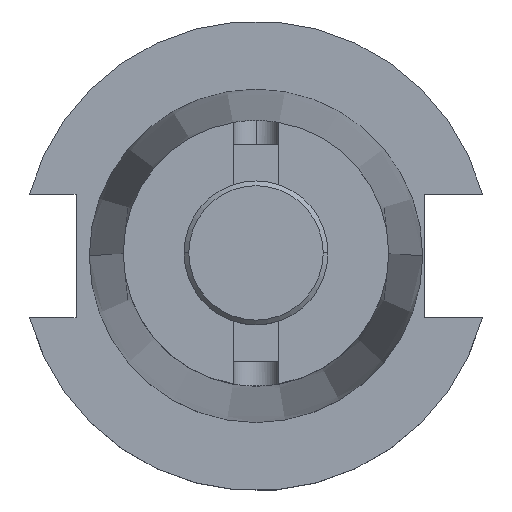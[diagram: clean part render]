
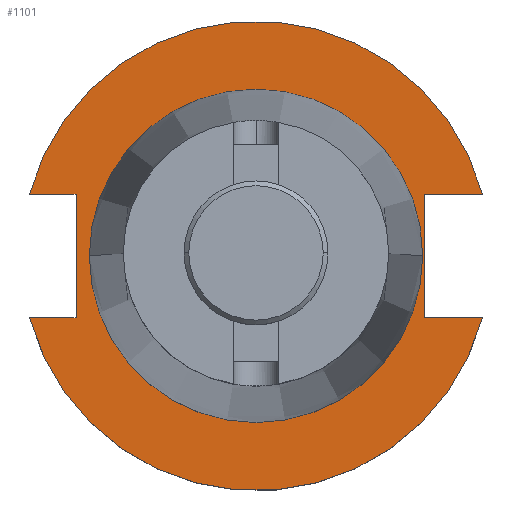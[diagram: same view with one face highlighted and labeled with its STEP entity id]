
A CAD part, top view. The second image highlights one B-rep face of the part: STEP entity #1101.
In plain terms, the highlighted planar face has unit normal (0, 0, 1).
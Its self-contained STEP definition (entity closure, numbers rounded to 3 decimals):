
#43 = VECTOR ( 'NONE', #2308, 1000. ) ;
#44 = EDGE_CURVE ( 'NONE', #1090, #420, #88, .T. ) ;
#75 = EDGE_CURVE ( 'NONE', #964, #2025, #1997, .T. ) ;
#88 = LINE ( 'NONE', #1288, #43 ) ;
#108 = EDGE_CURVE ( 'NONE', #496, #658, #432, .T. ) ;
#126 = CARTESIAN_POINT ( 'NONE',  ( 35.306, 12.954, 19.05 ) ) ;
#140 = VECTOR ( 'NONE', #216, 1000. ) ;
#216 = DIRECTION ( 'NONE',  ( 0., 1., 0. ) ) ;
#264 = LINE ( 'NONE', #792, #708 ) ;
#292 = CARTESIAN_POINT ( 'NONE',  ( 0., 0., 19.05 ) ) ;
#407 = CARTESIAN_POINT ( 'NONE',  ( -47.477, -12.954, 19.05 ) ) ;
#420 = VERTEX_POINT ( 'NONE', #727 ) ;
#432 = CIRCLE ( 'NONE', #1576, 49.212 ) ;
#454 = AXIS2_PLACEMENT_3D ( 'NONE', #788, #2115, #967 ) ;
#455 = ORIENTED_EDGE ( 'NONE', *, *, #75, .F. ) ;
#474 = VECTOR ( 'NONE', #1135, 1000. ) ;
#482 = DIRECTION ( 'NONE',  ( 1., 0., 0. ) ) ;
#496 = VERTEX_POINT ( 'NONE', #407 ) ;
#516 = VECTOR ( 'NONE', #1020, 1000. ) ;
#528 = CARTESIAN_POINT ( 'NONE',  ( 47.477, -12.954, 19.05 ) ) ;
#624 = DIRECTION ( 'NONE',  ( 0., 0., 1. ) ) ;
#658 = VERTEX_POINT ( 'NONE', #528 ) ;
#697 = VERTEX_POINT ( 'NONE', #735 ) ;
#708 = VECTOR ( 'NONE', #972, 1000. ) ;
#727 = CARTESIAN_POINT ( 'NONE',  ( -47.477, 12.954, 19.05 ) ) ;
#735 = CARTESIAN_POINT ( 'NONE',  ( 34.925, 0., 19.05 ) ) ;
#765 = CARTESIAN_POINT ( 'NONE',  ( 35.306, 12.954, 19.05 ) ) ;
#770 = DIRECTION ( 'NONE',  ( 1., 0., 0. ) ) ;
#788 = CARTESIAN_POINT ( 'NONE',  ( 0., 0., 19.05 ) ) ;
#792 = CARTESIAN_POINT ( 'NONE',  ( 35.306, 12.954, 19.05 ) ) ;
#810 = ORIENTED_EDGE ( 'NONE', *, *, #1996, .F. ) ;
#826 = EDGE_CURVE ( 'NONE', #2025, #1648, #264, .T. ) ;
#832 = ORIENTED_EDGE ( 'NONE', *, *, #1359, .T. ) ;
#844 = EDGE_CURVE ( 'NONE', #1156, #1090, #1163, .T. ) ;
#852 = FACE_BOUND ( 'NONE', #1579, .T. ) ;
#903 = EDGE_CURVE ( 'NONE', #697, #2135, #2048, .T. ) ;
#964 = VERTEX_POINT ( 'NONE', #2023 ) ;
#967 = DIRECTION ( 'NONE',  ( 1., 0., 0. ) ) ;
#972 = DIRECTION ( 'NONE',  ( 0., -1., 0. ) ) ;
#1003 = ORIENTED_EDGE ( 'NONE', *, *, #108, .T. ) ;
#1020 = DIRECTION ( 'NONE',  ( 1., 0., 0. ) ) ;
#1076 = CARTESIAN_POINT ( 'NONE',  ( 0., 0., 19.05 ) ) ;
#1090 = VERTEX_POINT ( 'NONE', #2049 ) ;
#1101 = ADVANCED_FACE ( 'NONE', ( #852, #1774 ), #2065, .T. ) ;
#1106 = CARTESIAN_POINT ( 'NONE',  ( 0., 49.212, 19.05 ) ) ;
#1117 = DIRECTION ( 'NONE',  ( 0., 0., 1. ) ) ;
#1135 = DIRECTION ( 'NONE',  ( -1., 0., 0. ) ) ;
#1156 = VERTEX_POINT ( 'NONE', #1903 ) ;
#1162 = CIRCLE ( 'NONE', #2128, 49.212 ) ;
#1163 = LINE ( 'NONE', #2302, #140 ) ;
#1187 = EDGE_CURVE ( 'NONE', #2135, #697, #1967, .T. ) ;
#1234 = LINE ( 'NONE', #2214, #2187 ) ;
#1258 = DIRECTION ( 'NONE',  ( 1., 0., 0. ) ) ;
#1288 = CARTESIAN_POINT ( 'NONE',  ( -63.719, 12.954, 19.05 ) ) ;
#1359 = EDGE_CURVE ( 'NONE', #964, #420, #1162, .T. ) ;
#1472 = LINE ( 'NONE', #2351, #516 ) ;
#1499 = CARTESIAN_POINT ( 'NONE',  ( -34.925, 0., 19.05 ) ) ;
#1533 = ORIENTED_EDGE ( 'NONE', *, *, #1187, .F. ) ;
#1576 = AXIS2_PLACEMENT_3D ( 'NONE', #1777, #624, #770 ) ;
#1579 = EDGE_LOOP ( 'NONE', ( #1744, #1533 ) ) ;
#1627 = DIRECTION ( 'NONE',  ( 0., 0., 1. ) ) ;
#1648 = VERTEX_POINT ( 'NONE', #2268 ) ;
#1651 = AXIS2_PLACEMENT_3D ( 'NONE', #1106, #1117, #2455 ) ;
#1708 = EDGE_LOOP ( 'NONE', ( #1003, #2045, #1724, #455, #832, #2008, #1888, #810 ) ) ;
#1724 = ORIENTED_EDGE ( 'NONE', *, *, #826, .F. ) ;
#1744 = ORIENTED_EDGE ( 'NONE', *, *, #903, .F. ) ;
#1774 = FACE_OUTER_BOUND ( 'NONE', #1708, .T. ) ;
#1777 = CARTESIAN_POINT ( 'NONE',  ( 0., 0., 19.05 ) ) ;
#1888 = ORIENTED_EDGE ( 'NONE', *, *, #844, .F. ) ;
#1891 = EDGE_CURVE ( 'NONE', #1648, #658, #1472, .T. ) ;
#1903 = CARTESIAN_POINT ( 'NONE',  ( -37.719, -12.954, 19.05 ) ) ;
#1967 = CIRCLE ( 'NONE', #454, 34.925 ) ;
#1996 = EDGE_CURVE ( 'NONE', #496, #1156, #1234, .T. ) ;
#1997 = LINE ( 'NONE', #765, #474 ) ;
#2008 = ORIENTED_EDGE ( 'NONE', *, *, #44, .F. ) ;
#2023 = CARTESIAN_POINT ( 'NONE',  ( 47.477, 12.954, 19.05 ) ) ;
#2025 = VERTEX_POINT ( 'NONE', #126 ) ;
#2045 = ORIENTED_EDGE ( 'NONE', *, *, #1891, .F. ) ;
#2048 = CIRCLE ( 'NONE', #2360, 34.925 ) ;
#2049 = CARTESIAN_POINT ( 'NONE',  ( -37.719, 12.954, 19.05 ) ) ;
#2065 = PLANE ( 'NONE',  #1651 ) ;
#2115 = DIRECTION ( 'NONE',  ( 0., 0., 1. ) ) ;
#2128 = AXIS2_PLACEMENT_3D ( 'NONE', #1076, #2407, #1258 ) ;
#2135 = VERTEX_POINT ( 'NONE', #1499 ) ;
#2187 = VECTOR ( 'NONE', #2416, 1000. ) ;
#2214 = CARTESIAN_POINT ( 'NONE',  ( -63.719, -12.954, 19.05 ) ) ;
#2268 = CARTESIAN_POINT ( 'NONE',  ( 35.306, -12.954, 19.05 ) ) ;
#2302 = CARTESIAN_POINT ( 'NONE',  ( -37.719, 12.954, 19.05 ) ) ;
#2308 = DIRECTION ( 'NONE',  ( -1., 0., 0. ) ) ;
#2351 = CARTESIAN_POINT ( 'NONE',  ( 35.306, -12.954, 19.05 ) ) ;
#2360 = AXIS2_PLACEMENT_3D ( 'NONE', #292, #1627, #482 ) ;
#2407 = DIRECTION ( 'NONE',  ( 0., 0., 1. ) ) ;
#2416 = DIRECTION ( 'NONE',  ( 1., 0., 0. ) ) ;
#2455 = DIRECTION ( 'NONE',  ( 1., 0., 0. ) ) ;
